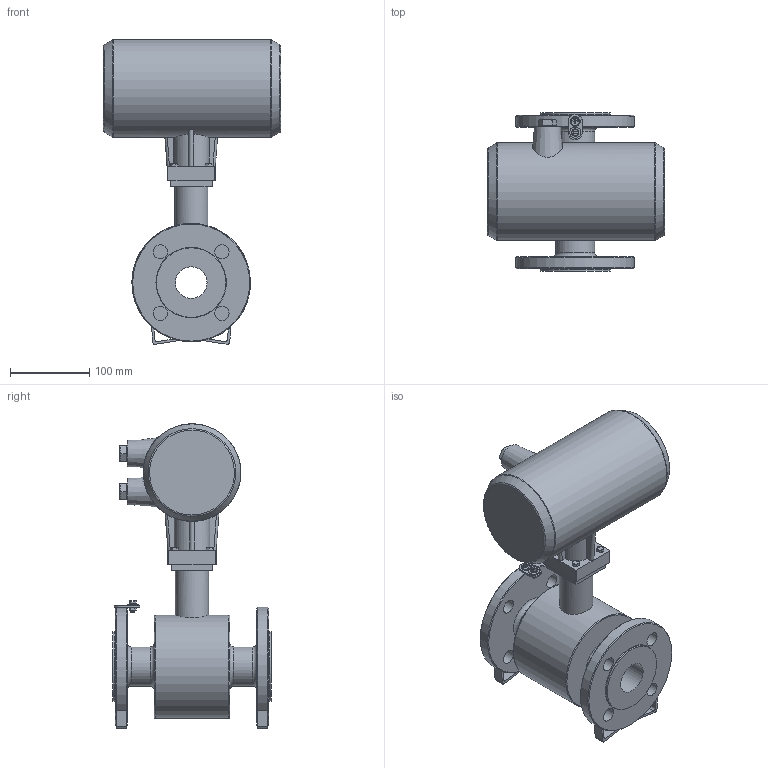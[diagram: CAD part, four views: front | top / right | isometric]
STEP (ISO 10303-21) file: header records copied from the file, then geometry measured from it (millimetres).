
FILE_DESCRIPTION(/* description */ (''),/* implementation_level */ '2;1');
FILE_NAME(/* name */ 'Flowmeter DN40 PN16-25 Compact.step',/* time_stamp */ '2023-10-05T17:20:42+03:00',/* author */ (''),/* organization */ (''),/* preprocessor_version */ 'ST-DEVELOPER v20',/* originating_system */ 'Autodesk Translation Framework v12.14.0.127',/* authorisation */ '');
FILE_SCHEMA (('AUTOMOTIVE_DESIGN { 1 0 10303 214 3 1 1 }'));
Length unit declared in the file: millimetre
Products named in the file (3): (Unsaved); Flowmeter v11; A_Compact_version
Assembly tree (2 placements, depth 3):
  (Unsaved)
    Flowmeter v11
      A_Compact_version
Bounding box: 224 x 200 x 385 mm (x, y, z)
Volume: 4564946.2 mm3; surface area: 341260.6 mm2
Topology: 1 solids, 6 shells, 633 faces, 1593 edges, 1022 vertices
Faces by surface type: plane 221, bspline 157, cylinder 150, cone 91, torus 14
Full cylindrical faces by diameter (mm): 3.332 x2, 3.961 x9, 4.234 x4, 5 x11, 5.5 x1, 6.5 x4, 8 x2, 10.394 x1, 12.394 x1, 14 x1, 17 x2, 18 x8, 18.137 x10, 18.631 x12, 29 x1, 40 x1, 42 x2, 49.5 x2, 72 x1, 88 x2, 110 x2, 113 x2, 123.5 x1, 130 x1
Entity records: 55005 total; most frequent: CARTESIAN_POINT 40809, ORIENTED_EDGE 3188, DIRECTION 2320, EDGE_CURVE 1594, VERTEX_POINT 1022, AXIS2_PLACEMENT_3D 858, EDGE_LOOP 734, FACE_OUTER_BOUND 633
